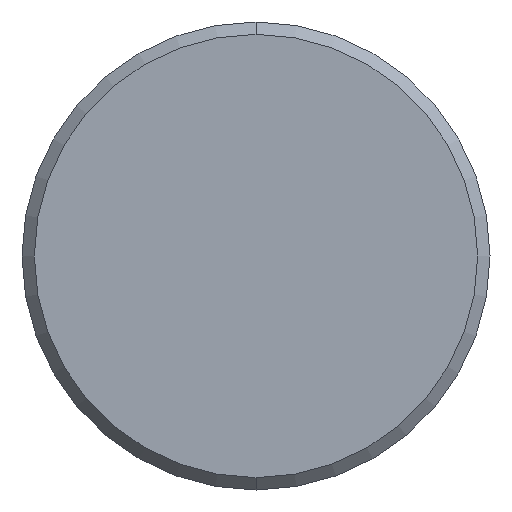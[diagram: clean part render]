
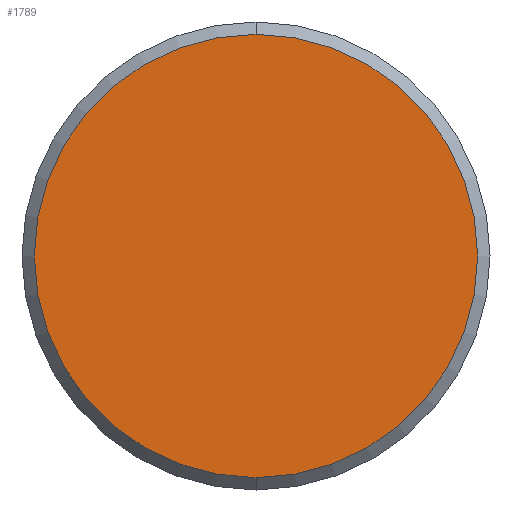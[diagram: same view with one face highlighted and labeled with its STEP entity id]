
A CAD part, left-side view. The second image highlights one B-rep face of the part: STEP entity #1789.
In plain terms, the highlighted planar face has unit normal (-1, 0, 0).
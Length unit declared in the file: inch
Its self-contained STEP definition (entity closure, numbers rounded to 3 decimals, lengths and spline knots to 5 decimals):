
#149 = CIRCLE ( 'NONE', #1687, 0.4505 ) ;
#198 = DIRECTION ( 'NONE',  ( 0., 0., 1. ) ) ;
#344 = DIRECTION ( 'NONE',  ( 0., 0., 1. ) ) ;
#416 = ORIENTED_EDGE ( 'NONE', *, *, #532, .T. ) ;
#454 = CARTESIAN_POINT ( 'NONE',  ( -0.46038, 1.13238, 1.70479 ) ) ;
#524 = CARTESIAN_POINT ( 'NONE',  ( -0.46038, 1.13238, 1.25429 ) ) ;
#529 = EDGE_CURVE ( 'NONE', #2019, #2335, #149, .T. ) ;
#532 = EDGE_CURVE ( 'NONE', #2335, #2019, #1620, .T. ) ;
#564 = PLANE ( 'NONE',  #1814 ) ;
#915 = FACE_OUTER_BOUND ( 'NONE', #1465, .T. ) ;
#960 = CARTESIAN_POINT ( 'NONE',  ( -0.46038, 1.61288, 1.25429 ) ) ;
#1050 = DIRECTION ( 'NONE',  ( -1., 0., 0. ) ) ;
#1448 = ORIENTED_EDGE ( 'NONE', *, *, #529, .T. ) ;
#1465 = EDGE_LOOP ( 'NONE', ( #1448, #416 ) ) ;
#1606 = DIRECTION ( 'NONE',  ( 0., 0., 1. ) ) ;
#1620 = CIRCLE ( 'NONE', #1879, 0.4505 ) ;
#1687 = AXIS2_PLACEMENT_3D ( 'NONE', #524, #1977, #344 ) ;
#1775 = CARTESIAN_POINT ( 'NONE',  ( -0.46038, 1.13238, 0.80379 ) ) ;
#1789 = ADVANCED_FACE ( 'NONE', ( #915 ), #564, .T. ) ;
#1814 = AXIS2_PLACEMENT_3D ( 'NONE', #960, #1825, #198 ) ;
#1825 = DIRECTION ( 'NONE',  ( -1., 0., 0. ) ) ;
#1879 = AXIS2_PLACEMENT_3D ( 'NONE', #2299, #1050, #1606 ) ;
#1977 = DIRECTION ( 'NONE',  ( -1., 0., 0. ) ) ;
#2019 = VERTEX_POINT ( 'NONE', #1775 ) ;
#2299 = CARTESIAN_POINT ( 'NONE',  ( -0.46038, 1.13238, 1.25429 ) ) ;
#2335 = VERTEX_POINT ( 'NONE', #454 ) ;
